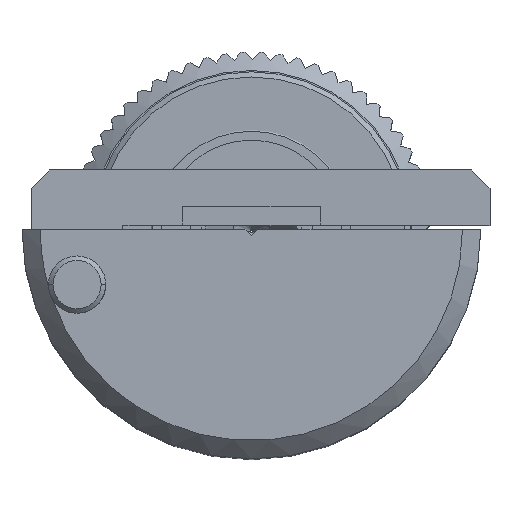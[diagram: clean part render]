
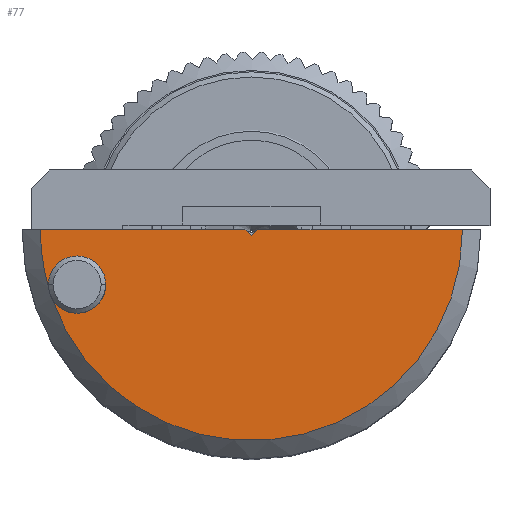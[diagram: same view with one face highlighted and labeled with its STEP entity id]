
A CAD part, top view. The second image highlights one B-rep face of the part: STEP entity #77.
In plain terms, the highlighted planar face has unit normal (0, 0, 1).
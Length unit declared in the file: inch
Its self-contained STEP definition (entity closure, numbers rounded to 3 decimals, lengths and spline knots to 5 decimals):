
#28 = PLANE ( 'NONE',  #8463 ) ;
#64 = LINE ( 'NONE', #11680, #9525 ) ;
#66 = VECTOR ( 'NONE', #5032, 39.37008 ) ;
#77 = ADVANCED_FACE ( 'NONE', ( #8160 ), #28, .T. ) ;
#338 = CARTESIAN_POINT ( 'NONE',  ( 0., -0.007, 0.75181 ) ) ;
#348 = CARTESIAN_POINT ( 'NONE',  ( -0.15875, -0.06, 0.75181 ) ) ;
#363 = DIRECTION ( 'NONE',  ( 0., 0., 1. ) ) ;
#647 = ORIENTED_EDGE ( 'NONE', *, *, #2702, .T. ) ;
#737 = DIRECTION ( 'NONE',  ( 1., 0., 0. ) ) ;
#969 = CARTESIAN_POINT ( 'NONE',  ( 0., 0., 0.75181 ) ) ;
#1231 = CARTESIAN_POINT ( 'NONE',  ( -0.19, -0.06, 0.75181 ) ) ;
#1256 = ORIENTED_EDGE ( 'NONE', *, *, #9151, .T. ) ;
#1294 = VERTEX_POINT ( 'NONE', #6796 ) ;
#1305 = ORIENTED_EDGE ( 'NONE', *, *, #4101, .T. ) ;
#1410 = DIRECTION ( 'NONE',  ( 0., 0., 1. ) ) ;
#1422 = AXIS2_PLACEMENT_3D ( 'NONE', #3941, #8562, #11267 ) ;
#1669 = VERTEX_POINT ( 'NONE', #2725 ) ;
#1858 = DIRECTION ( 'NONE',  ( 1., 0., 0. ) ) ;
#1904 = CIRCLE ( 'NONE', #5119, 0.03125 ) ;
#2003 = VECTOR ( 'NONE', #7284, 39.37008 ) ;
#2161 = DIRECTION ( 'NONE',  ( 1., 0., 0. ) ) ;
#2169 = DIRECTION ( 'NONE',  ( 0., 0., 1. ) ) ;
#2341 = DIRECTION ( 'NONE',  ( -1., 0., 0. ) ) ;
#2497 = CARTESIAN_POINT ( 'NONE',  ( -0.25, 0., 0.75181 ) ) ;
#2562 = VERTEX_POINT ( 'NONE', #7598 ) ;
#2666 = AXIS2_PLACEMENT_3D ( 'NONE', #8755, #1410, #9688 ) ;
#2678 = ORIENTED_EDGE ( 'NONE', *, *, #3773, .T. ) ;
#2702 = EDGE_CURVE ( 'NONE', #1294, #6607, #7133, .T. ) ;
#2725 = CARTESIAN_POINT ( 'NONE',  ( -0.22125, -0.06, 0.75181 ) ) ;
#3215 = VECTOR ( 'NONE', #4403, 39.37008 ) ;
#3582 = ORIENTED_EDGE ( 'NONE', *, *, #8223, .T. ) ;
#3641 = AXIS2_PLACEMENT_3D ( 'NONE', #10926, #10042, #737 ) ;
#3673 = VERTEX_POINT ( 'NONE', #6560 ) ;
#3773 = EDGE_CURVE ( 'NONE', #3673, #4354, #11459, .T. ) ;
#3941 = CARTESIAN_POINT ( 'NONE',  ( 0., 0., 0.75181 ) ) ;
#4101 = EDGE_CURVE ( 'NONE', #11384, #1294, #5050, .T. ) ;
#4354 = VERTEX_POINT ( 'NONE', #11515 ) ;
#4403 = DIRECTION ( 'NONE',  ( -1., 0., 0. ) ) ;
#4593 = DIRECTION ( 'NONE',  ( 0., 0., 1. ) ) ;
#4734 = LINE ( 'NONE', #9629, #66 ) ;
#4939 = EDGE_CURVE ( 'NONE', #10814, #1669, #7799, .T. ) ;
#5032 = DIRECTION ( 'NONE',  ( -0.707, -0.707, 0. ) ) ;
#5050 = LINE ( 'NONE', #11228, #2003 ) ;
#5119 = AXIS2_PLACEMENT_3D ( 'NONE', #11413, #363, #2161 ) ;
#5577 = ORIENTED_EDGE ( 'NONE', *, *, #4939, .F. ) ;
#6548 = AXIS2_PLACEMENT_3D ( 'NONE', #1231, #2169, #8658 ) ;
#6560 = CARTESIAN_POINT ( 'NONE',  ( -0.21745, -0.07493, 0.75181 ) ) ;
#6596 = EDGE_LOOP ( 'NONE', ( #647, #9884, #7413, #5577, #9169, #2678, #3582, #1256, #1305 ) ) ;
#6607 = VERTEX_POINT ( 'NONE', #7813 ) ;
#6796 = CARTESIAN_POINT ( 'NONE',  ( -0.007, 0., 0.75181 ) ) ;
#7133 = LINE ( 'NONE', #2497, #3215 ) ;
#7284 = DIRECTION ( 'NONE',  ( -0.707, 0.707, 0. ) ) ;
#7413 = ORIENTED_EDGE ( 'NONE', *, *, #9231, .F. ) ;
#7598 = CARTESIAN_POINT ( 'NONE',  ( -0.22105, -0.06354, 0.75181 ) ) ;
#7799 = CIRCLE ( 'NONE', #6548, 0.03125 ) ;
#7813 = CARTESIAN_POINT ( 'NONE',  ( -0.23, 0., 0.75181 ) ) ;
#8160 = FACE_OUTER_BOUND ( 'NONE', #6596, .T. ) ;
#8223 = EDGE_CURVE ( 'NONE', #4354, #8241, #64, .T. ) ;
#8241 = VERTEX_POINT ( 'NONE', #9852 ) ;
#8280 = EDGE_CURVE ( 'NONE', #6607, #2562, #10252, .T. ) ;
#8463 = AXIS2_PLACEMENT_3D ( 'NONE', #969, #4593, #1858 ) ;
#8562 = DIRECTION ( 'NONE',  ( 0., 0., 1. ) ) ;
#8658 = DIRECTION ( 'NONE',  ( 1., 0., 0. ) ) ;
#8755 = CARTESIAN_POINT ( 'NONE',  ( 0., 0., 0.75181 ) ) ;
#8954 = CIRCLE ( 'NONE', #3641, 0.03125 ) ;
#9151 = EDGE_CURVE ( 'NONE', #8241, #11384, #4734, .T. ) ;
#9169 = ORIENTED_EDGE ( 'NONE', *, *, #11791, .F. ) ;
#9231 = EDGE_CURVE ( 'NONE', #1669, #2562, #8954, .T. ) ;
#9525 = VECTOR ( 'NONE', #2341, 39.37008 ) ;
#9629 = CARTESIAN_POINT ( 'NONE',  ( 0., -0.007, 0.75181 ) ) ;
#9688 = DIRECTION ( 'NONE',  ( 1., 0., 0. ) ) ;
#9852 = CARTESIAN_POINT ( 'NONE',  ( 0.007, 0., 0.75181 ) ) ;
#9884 = ORIENTED_EDGE ( 'NONE', *, *, #8280, .T. ) ;
#10042 = DIRECTION ( 'NONE',  ( 0., 0., 1. ) ) ;
#10252 = CIRCLE ( 'NONE', #2666, 0.23 ) ;
#10814 = VERTEX_POINT ( 'NONE', #348 ) ;
#10926 = CARTESIAN_POINT ( 'NONE',  ( -0.19, -0.06, 0.75181 ) ) ;
#11228 = CARTESIAN_POINT ( 'NONE',  ( -0.007, 0., 0.75181 ) ) ;
#11267 = DIRECTION ( 'NONE',  ( 1., 0., 0. ) ) ;
#11384 = VERTEX_POINT ( 'NONE', #338 ) ;
#11413 = CARTESIAN_POINT ( 'NONE',  ( -0.19, -0.06, 0.75181 ) ) ;
#11459 = CIRCLE ( 'NONE', #1422, 0.23 ) ;
#11515 = CARTESIAN_POINT ( 'NONE',  ( 0.23, 0., 0.75181 ) ) ;
#11680 = CARTESIAN_POINT ( 'NONE',  ( 0.007, 0., 0.75181 ) ) ;
#11791 = EDGE_CURVE ( 'NONE', #3673, #10814, #1904, .T. ) ;
